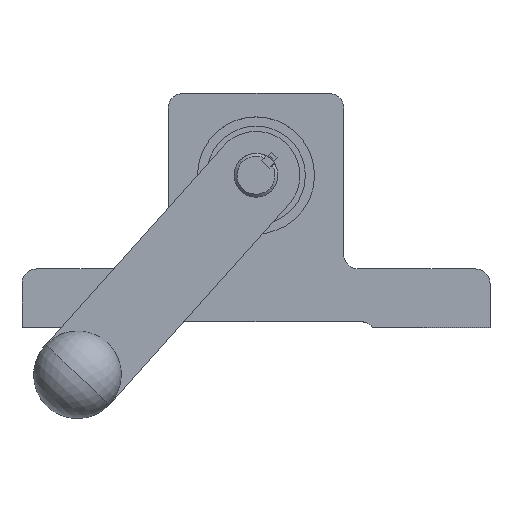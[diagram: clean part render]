
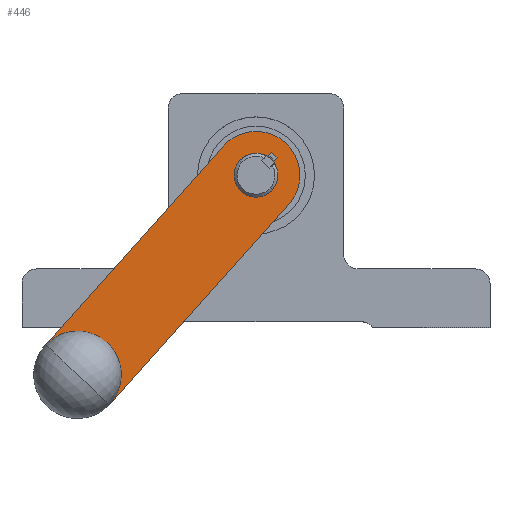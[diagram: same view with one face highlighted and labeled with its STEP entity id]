
A CAD part, top view. The second image highlights one B-rep face of the part: STEP entity #446.
In plain terms, the highlighted planar face has unit normal (0, 0, 1).
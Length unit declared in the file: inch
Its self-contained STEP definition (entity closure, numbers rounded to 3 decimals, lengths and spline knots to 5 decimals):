
#40 = DIRECTION ( 'NONE',  ( 0., 0., 1. ) ) ;
#48 = EDGE_CURVE ( 'NONE', #2563, #820, #3190, .T. ) ;
#61 = DIRECTION ( 'NONE',  ( 1., 0., 0. ) ) ;
#96 = EDGE_CURVE ( 'NONE', #2251, #4595, #1415, .T. ) ;
#207 = ORIENTED_EDGE ( 'NONE', *, *, #1641, .F. ) ;
#292 = CIRCLE ( 'NONE', #524, 0.375 ) ;
#311 = EDGE_CURVE ( 'NONE', #2306, #596, #292, .T. ) ;
#323 = FACE_BOUND ( 'NONE', #2014, .T. ) ;
#359 = CARTESIAN_POINT ( 'NONE',  ( 2.25, 0., 0.25 ) ) ;
#364 = CARTESIAN_POINT ( 'NONE',  ( 2.71875, 0.0625, 0.25 ) ) ;
#365 = VERTEX_POINT ( 'NONE', #2381 ) ;
#378 = AXIS2_PLACEMENT_3D ( 'NONE', #3752, #2670, #4123 ) ;
#415 = VERTEX_POINT ( 'NONE', #364 ) ;
#446 = ADVANCED_FACE ( 'NONE', ( #323, #3241, #1444 ), #653, .T. ) ;
#512 = EDGE_CURVE ( 'NONE', #1065, #4083, #2488, .T. ) ;
#524 = AXIS2_PLACEMENT_3D ( 'NONE', #2716, #4171, #3449 ) ;
#542 = VECTOR ( 'NONE', #4640, 39.37008 ) ;
#596 = VERTEX_POINT ( 'NONE', #1851 ) ;
#613 = VERTEX_POINT ( 'NONE', #4394 ) ;
#627 = DIRECTION ( 'NONE',  ( 1., 0., 0. ) ) ;
#653 = PLANE ( 'NONE',  #2307 ) ;
#687 = CARTESIAN_POINT ( 'NONE',  ( -2.33214, 0., 0.25 ) ) ;
#763 = CARTESIAN_POINT ( 'NONE',  ( 2.61975, -0.0625, 0.25 ) ) ;
#784 = DIRECTION ( 'NONE',  ( 1., 0., 0. ) ) ;
#812 = VECTOR ( 'NONE', #2373, 39.37008 ) ;
#819 = DIRECTION ( 'NONE',  ( 1., 0., 0. ) ) ;
#820 = VERTEX_POINT ( 'NONE', #1847 ) ;
#968 = VECTOR ( 'NONE', #1828, 39.37008 ) ;
#978 = VECTOR ( 'NONE', #1802, 39.37008 ) ;
#1065 = VERTEX_POINT ( 'NONE', #2957 ) ;
#1076 = EDGE_CURVE ( 'NONE', #365, #1065, #4516, .T. ) ;
#1166 = DIRECTION ( 'NONE',  ( 0., 0., 1. ) ) ;
#1284 = CARTESIAN_POINT ( 'NONE',  ( 2.61975, 0.0625, 0.25 ) ) ;
#1415 = CIRCLE ( 'NONE', #3387, 0.1005 ) ;
#1425 = EDGE_CURVE ( 'NONE', #613, #2807, #2463, .T. ) ;
#1444 = FACE_BOUND ( 'NONE', #4312, .T. ) ;
#1477 = DIRECTION ( 'NONE',  ( 1., 0., 0. ) ) ;
#1547 = AXIS2_PLACEMENT_3D ( 'NONE', #3274, #40, #1477 ) ;
#1616 = LINE ( 'NONE', #1284, #812 ) ;
#1641 = EDGE_CURVE ( 'NONE', #415, #2306, #1616, .T. ) ;
#1765 = CARTESIAN_POINT ( 'NONE',  ( 2.25, 0., 0.25 ) ) ;
#1802 = DIRECTION ( 'NONE',  ( -1., 0., 0. ) ) ;
#1828 = DIRECTION ( 'NONE',  ( 1., 0., 0. ) ) ;
#1847 = CARTESIAN_POINT ( 'NONE',  ( -2.25, 0.75, 0.25 ) ) ;
#1851 = CARTESIAN_POINT ( 'NONE',  ( 1.875, 0., 0.25 ) ) ;
#1972 = ORIENTED_EDGE ( 'NONE', *, *, #96, .F. ) ;
#2014 = EDGE_LOOP ( 'NONE', ( #1972, #4261 ) ) ;
#2128 = EDGE_CURVE ( 'NONE', #4083, #2563, #2544, .T. ) ;
#2136 = DIRECTION ( 'NONE',  ( 1., 0., 0. ) ) ;
#2184 = CARTESIAN_POINT ( 'NONE',  ( -2.25, 0.75, 0.25 ) ) ;
#2199 = ORIENTED_EDGE ( 'NONE', *, *, #2128, .T. ) ;
#2215 = EDGE_CURVE ( 'NONE', #596, #613, #2325, .T. ) ;
#2249 = AXIS2_PLACEMENT_3D ( 'NONE', #4587, #2422, #627 ) ;
#2251 = VERTEX_POINT ( 'NONE', #4321 ) ;
#2289 = DIRECTION ( 'NONE',  ( 0., 0., 1. ) ) ;
#2306 = VERTEX_POINT ( 'NONE', #3722 ) ;
#2307 = AXIS2_PLACEMENT_3D ( 'NONE', #1765, #4615, #2880 ) ;
#2325 = CIRCLE ( 'NONE', #4369, 0.375 ) ;
#2373 = DIRECTION ( 'NONE',  ( -1., 0., 0. ) ) ;
#2381 = CARTESIAN_POINT ( 'NONE',  ( -3., 0., 0.25 ) ) ;
#2422 = DIRECTION ( 'NONE',  ( 0., 0., 1. ) ) ;
#2428 = CARTESIAN_POINT ( 'NONE',  ( 2.71875, -0.0625, 0.25 ) ) ;
#2452 = ORIENTED_EDGE ( 'NONE', *, *, #1425, .F. ) ;
#2463 = LINE ( 'NONE', #763, #968 ) ;
#2488 = LINE ( 'NONE', #3941, #3285 ) ;
#2494 = CARTESIAN_POINT ( 'NONE',  ( 2.71875, -0.0625, 0.25 ) ) ;
#2544 = CIRCLE ( 'NONE', #2249, 0.75 ) ;
#2554 = EDGE_CURVE ( 'NONE', #820, #365, #3833, .T. ) ;
#2563 = VERTEX_POINT ( 'NONE', #2591 ) ;
#2591 = CARTESIAN_POINT ( 'NONE',  ( 2.25, 0.75, 0.25 ) ) ;
#2670 = DIRECTION ( 'NONE',  ( 0., 0., 1. ) ) ;
#2716 = CARTESIAN_POINT ( 'NONE',  ( 2.25, 0., 0.25 ) ) ;
#2807 = VERTEX_POINT ( 'NONE', #2428 ) ;
#2827 = ORIENTED_EDGE ( 'NONE', *, *, #2215, .F. ) ;
#2880 = DIRECTION ( 'NONE',  ( 1., 0., 0. ) ) ;
#2957 = CARTESIAN_POINT ( 'NONE',  ( -2.25, -0.75, 0.25 ) ) ;
#2981 = EDGE_CURVE ( 'NONE', #4595, #2251, #4007, .T. ) ;
#3190 = LINE ( 'NONE', #2184, #978 ) ;
#3241 = FACE_OUTER_BOUND ( 'NONE', #3293, .T. ) ;
#3274 = CARTESIAN_POINT ( 'NONE',  ( -2.25, 0., 0.25 ) ) ;
#3285 = VECTOR ( 'NONE', #61, 39.37008 ) ;
#3293 = EDGE_LOOP ( 'NONE', ( #2199, #3416, #3808, #4537, #3801 ) ) ;
#3326 = CARTESIAN_POINT ( 'NONE',  ( -2.43264, 0., 0.25 ) ) ;
#3387 = AXIS2_PLACEMENT_3D ( 'NONE', #687, #2289, #2136 ) ;
#3416 = ORIENTED_EDGE ( 'NONE', *, *, #48, .T. ) ;
#3449 = DIRECTION ( 'NONE',  ( 1., 0., 0. ) ) ;
#3527 = AXIS2_PLACEMENT_3D ( 'NONE', #4415, #1166, #819 ) ;
#3626 = EDGE_CURVE ( 'NONE', #2807, #415, #4618, .T. ) ;
#3697 = ORIENTED_EDGE ( 'NONE', *, *, #3626, .F. ) ;
#3722 = CARTESIAN_POINT ( 'NONE',  ( 2.61975, 0.0625, 0.25 ) ) ;
#3752 = CARTESIAN_POINT ( 'NONE',  ( -2.33214, 0., 0.25 ) ) ;
#3801 = ORIENTED_EDGE ( 'NONE', *, *, #512, .T. ) ;
#3808 = ORIENTED_EDGE ( 'NONE', *, *, #2554, .T. ) ;
#3833 = CIRCLE ( 'NONE', #1547, 0.75 ) ;
#3941 = CARTESIAN_POINT ( 'NONE',  ( -2.25, -0.75, 0.25 ) ) ;
#4007 = CIRCLE ( 'NONE', #378, 0.1005 ) ;
#4030 = DIRECTION ( 'NONE',  ( 0., 0., 1. ) ) ;
#4083 = VERTEX_POINT ( 'NONE', #4316 ) ;
#4123 = DIRECTION ( 'NONE',  ( 1., 0., 0. ) ) ;
#4171 = DIRECTION ( 'NONE',  ( 0., 0., 1. ) ) ;
#4261 = ORIENTED_EDGE ( 'NONE', *, *, #2981, .F. ) ;
#4312 = EDGE_LOOP ( 'NONE', ( #207, #3697, #2452, #2827, #4418 ) ) ;
#4316 = CARTESIAN_POINT ( 'NONE',  ( 2.25, -0.75, 0.25 ) ) ;
#4321 = CARTESIAN_POINT ( 'NONE',  ( -2.23164, 0., 0.25 ) ) ;
#4369 = AXIS2_PLACEMENT_3D ( 'NONE', #359, #4030, #784 ) ;
#4394 = CARTESIAN_POINT ( 'NONE',  ( 2.61975, -0.0625, 0.25 ) ) ;
#4415 = CARTESIAN_POINT ( 'NONE',  ( -2.25, 0., 0.25 ) ) ;
#4418 = ORIENTED_EDGE ( 'NONE', *, *, #311, .F. ) ;
#4516 = CIRCLE ( 'NONE', #3527, 0.75 ) ;
#4537 = ORIENTED_EDGE ( 'NONE', *, *, #1076, .T. ) ;
#4587 = CARTESIAN_POINT ( 'NONE',  ( 2.25, 0., 0.25 ) ) ;
#4595 = VERTEX_POINT ( 'NONE', #3326 ) ;
#4615 = DIRECTION ( 'NONE',  ( 0., 0., 1. ) ) ;
#4618 = LINE ( 'NONE', #2494, #542 ) ;
#4640 = DIRECTION ( 'NONE',  ( 0., 1., 0. ) ) ;
